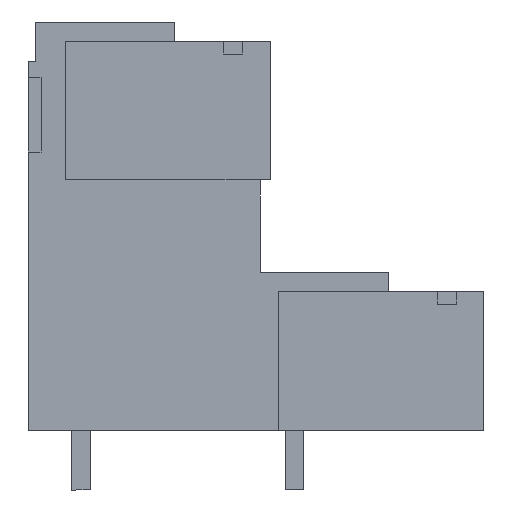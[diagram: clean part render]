
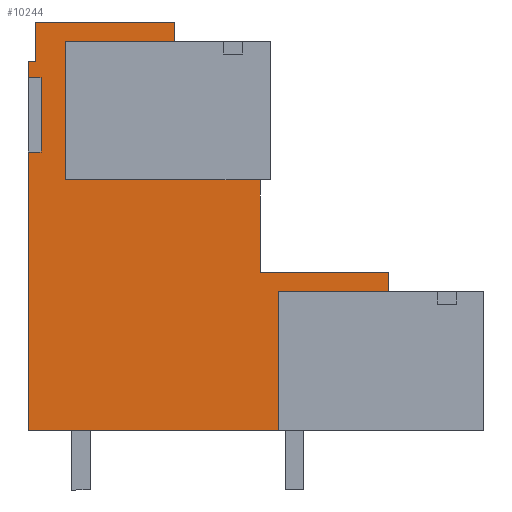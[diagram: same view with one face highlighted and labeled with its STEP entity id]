
A CAD part, left-side view. The second image highlights one B-rep face of the part: STEP entity #10244.
In plain terms, the highlighted planar face has unit normal (-1, 0, 0).
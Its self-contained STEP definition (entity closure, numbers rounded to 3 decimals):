
#10205=AXIS2_PLACEMENT_3D('Plane Axis2P3D',#10202,#10203,#10204) ;
#209=CARTESIAN_POINT('Line Origine',(3.45,22.55,20.438)) ;
#213=CARTESIAN_POINT('Vertex',(3.45,22.55,24.175)) ;
#215=CARTESIAN_POINT('Vertex',(3.45,22.55,16.7)) ;
#622=CARTESIAN_POINT('Vertex',(3.45,12.05,16.7)) ;
#630=CARTESIAN_POINT('Line Origine',(3.45,17.3,16.7)) ;
#1503=CARTESIAN_POINT('Vertex',(3.45,16.65,24.175)) ;
#1506=CARTESIAN_POINT('Line Origine',(3.45,19.6,24.175)) ;
#3983=CARTESIAN_POINT('Line Origine',(3.45,23.85,20.2)) ;
#3987=CARTESIAN_POINT('Vertex',(3.45,23.85,22.2)) ;
#3989=CARTESIAN_POINT('Vertex',(3.45,23.85,18.2)) ;
#4063=CARTESIAN_POINT('Vertex',(3.45,24.15,25.2)) ;
#4079=CARTESIAN_POINT('Vertex',(3.45,24.15,23.09)) ;
#4082=CARTESIAN_POINT('Line Origine',(3.45,24.15,24.145)) ;
#4190=CARTESIAN_POINT('Vertex',(3.45,24.55,18.2)) ;
#4193=CARTESIAN_POINT('Line Origine',(3.45,24.2,18.2)) ;
#4234=CARTESIAN_POINT('Line Origine',(3.45,24.2,22.2)) ;
#4238=CARTESIAN_POINT('Vertex',(3.45,24.55,22.2)) ;
#5118=CARTESIAN_POINT('Vertex',(3.45,5.15,10.7)) ;
#5121=CARTESIAN_POINT('Line Origine',(3.45,8.1,10.7)) ;
#5125=CARTESIAN_POINT('Vertex',(3.45,11.05,10.7)) ;
#5448=CARTESIAN_POINT('Vertex',(3.45,5.15,11.7)) ;
#5451=CARTESIAN_POINT('Line Origine',(3.45,5.15,11.2)) ;
#5479=CARTESIAN_POINT('Vertex',(3.45,12.05,11.7)) ;
#5482=CARTESIAN_POINT('Line Origine',(3.45,8.6,11.7)) ;
#5525=CARTESIAN_POINT('Line Origine',(3.45,12.05,14.2)) ;
#5581=CARTESIAN_POINT('Vertex',(3.45,16.65,25.2)) ;
#5584=CARTESIAN_POINT('Line Origine',(3.45,16.65,24.688)) ;
#7382=CARTESIAN_POINT('Line Origine',(3.45,20.4,25.2)) ;
#8111=CARTESIAN_POINT('Line Origine',(3.45,24.35,23.09)) ;
#8115=CARTESIAN_POINT('Vertex',(3.45,24.55,23.09)) ;
#9695=CARTESIAN_POINT('Line Origine',(3.45,11.05,6.95)) ;
#9699=CARTESIAN_POINT('Vertex',(3.45,11.05,3.2)) ;
#10202=CARTESIAN_POINT('Axis2P3D Location',(3.45,24.15,3.2)) ;
#10207=CARTESIAN_POINT('Line Origine',(3.45,24.55,10.7)) ;
#10211=CARTESIAN_POINT('Vertex',(3.45,24.55,3.2)) ;
#10214=CARTESIAN_POINT('Line Origine',(3.45,17.8,3.2)) ;
#10219=CARTESIAN_POINT('Line Origine',(3.45,24.55,22.645)) ;
#210=DIRECTION('Vector Direction',(0.,0.,-1.)) ;
#631=DIRECTION('Vector Direction',(0.,1.,0.)) ;
#1507=DIRECTION('Vector Direction',(0.,1.,0.)) ;
#3984=DIRECTION('Vector Direction',(0.,0.,-1.)) ;
#4083=DIRECTION('Vector Direction',(0.,0.,1.)) ;
#4194=DIRECTION('Vector Direction',(0.,-1.,0.)) ;
#4235=DIRECTION('Vector Direction',(0.,-1.,0.)) ;
#5122=DIRECTION('Vector Direction',(0.,1.,0.)) ;
#5452=DIRECTION('Vector Direction',(0.,0.,1.)) ;
#5483=DIRECTION('Vector Direction',(0.,1.,0.)) ;
#5526=DIRECTION('Vector Direction',(0.,0.,1.)) ;
#5585=DIRECTION('Vector Direction',(0.,0.,1.)) ;
#7383=DIRECTION('Vector Direction',(0.,1.,0.)) ;
#8112=DIRECTION('Vector Direction',(0.,1.,0.)) ;
#9696=DIRECTION('Vector Direction',(0.,0.,-1.)) ;
#10203=DIRECTION('Axis2P3D Direction',(-1.,0.,0.)) ;
#10204=DIRECTION('Axis2P3D XDirection',(0.,1.,0.)) ;
#10208=DIRECTION('Vector Direction',(0.,0.,-1.)) ;
#10215=DIRECTION('Vector Direction',(0.,-1.,0.)) ;
#10220=DIRECTION('Vector Direction',(0.,0.,-1.)) ;
#211=VECTOR('Line Direction',#210,1.) ;
#632=VECTOR('Line Direction',#631,1.) ;
#1508=VECTOR('Line Direction',#1507,1.) ;
#3985=VECTOR('Line Direction',#3984,1.) ;
#4084=VECTOR('Line Direction',#4083,1.) ;
#4195=VECTOR('Line Direction',#4194,1.) ;
#4236=VECTOR('Line Direction',#4235,1.) ;
#5123=VECTOR('Line Direction',#5122,1.) ;
#5453=VECTOR('Line Direction',#5452,1.) ;
#5484=VECTOR('Line Direction',#5483,1.) ;
#5527=VECTOR('Line Direction',#5526,1.) ;
#5586=VECTOR('Line Direction',#5585,1.) ;
#7384=VECTOR('Line Direction',#7383,1.) ;
#8113=VECTOR('Line Direction',#8112,1.) ;
#9697=VECTOR('Line Direction',#9696,1.) ;
#10209=VECTOR('Line Direction',#10208,1.) ;
#10216=VECTOR('Line Direction',#10215,1.) ;
#10221=VECTOR('Line Direction',#10220,1.) ;
#10225=ORIENTED_EDGE('',*,*,#10213,.T.) ;
#10226=ORIENTED_EDGE('',*,*,#10218,.T.) ;
#10227=ORIENTED_EDGE('',*,*,#9701,.F.) ;
#10228=ORIENTED_EDGE('',*,*,#5127,.F.) ;
#10229=ORIENTED_EDGE('',*,*,#5455,.T.) ;
#10230=ORIENTED_EDGE('',*,*,#5486,.T.) ;
#10231=ORIENTED_EDGE('',*,*,#5529,.T.) ;
#10232=ORIENTED_EDGE('',*,*,#634,.T.) ;
#10233=ORIENTED_EDGE('',*,*,#217,.F.) ;
#10234=ORIENTED_EDGE('',*,*,#1510,.F.) ;
#10235=ORIENTED_EDGE('',*,*,#5588,.T.) ;
#10236=ORIENTED_EDGE('',*,*,#7386,.T.) ;
#10237=ORIENTED_EDGE('',*,*,#4086,.T.) ;
#10238=ORIENTED_EDGE('',*,*,#8117,.T.) ;
#10239=ORIENTED_EDGE('',*,*,#10223,.T.) ;
#10240=ORIENTED_EDGE('',*,*,#4240,.T.) ;
#10241=ORIENTED_EDGE('',*,*,#3991,.T.) ;
#10242=ORIENTED_EDGE('',*,*,#4197,.F.) ;
#10244=ADVANCED_FACE('HOUSING',(#10243),#10206,.T.) ;
#217=EDGE_CURVE('',#214,#216,#212,.T.) ;
#634=EDGE_CURVE('',#623,#216,#633,.T.) ;
#1510=EDGE_CURVE('',#1504,#214,#1509,.T.) ;
#3991=EDGE_CURVE('',#3988,#3990,#3986,.T.) ;
#4086=EDGE_CURVE('',#4064,#4080,#4085,.F.) ;
#4197=EDGE_CURVE('',#4191,#3990,#4196,.T.) ;
#4240=EDGE_CURVE('',#4239,#3988,#4237,.T.) ;
#5127=EDGE_CURVE('',#5119,#5126,#5124,.T.) ;
#5455=EDGE_CURVE('',#5119,#5449,#5454,.T.) ;
#5486=EDGE_CURVE('',#5449,#5480,#5485,.T.) ;
#5529=EDGE_CURVE('',#5480,#623,#5528,.T.) ;
#5588=EDGE_CURVE('',#1504,#5582,#5587,.T.) ;
#7386=EDGE_CURVE('',#5582,#4064,#7385,.T.) ;
#8117=EDGE_CURVE('',#4080,#8116,#8114,.T.) ;
#9701=EDGE_CURVE('',#5126,#9700,#9698,.T.) ;
#10213=EDGE_CURVE('',#4191,#10212,#10210,.T.) ;
#10218=EDGE_CURVE('',#10212,#9700,#10217,.T.) ;
#10223=EDGE_CURVE('',#8116,#4239,#10222,.T.) ;
#10224=EDGE_LOOP('',(#10225,#10226,#10227,#10228,#10229,#10230,#10231,#10232,#10233,#10234,#10235,#10236,#10237,#10238,#10239,#10240,#10241,#10242)) ;
#10243=FACE_OUTER_BOUND('',#10224,.T.) ;
#212=LINE('Line',#209,#211) ;
#633=LINE('Line',#630,#632) ;
#1509=LINE('Line',#1506,#1508) ;
#3986=LINE('Line',#3983,#3985) ;
#4085=LINE('Line',#4082,#4084) ;
#4196=LINE('Line',#4193,#4195) ;
#4237=LINE('Line',#4234,#4236) ;
#5124=LINE('Line',#5121,#5123) ;
#5454=LINE('Line',#5451,#5453) ;
#5485=LINE('Line',#5482,#5484) ;
#5528=LINE('Line',#5525,#5527) ;
#5587=LINE('Line',#5584,#5586) ;
#7385=LINE('Line',#7382,#7384) ;
#8114=LINE('Line',#8111,#8113) ;
#9698=LINE('Line',#9695,#9697) ;
#10210=LINE('Line',#10207,#10209) ;
#10217=LINE('Line',#10214,#10216) ;
#10222=LINE('Line',#10219,#10221) ;
#10206=PLANE('',#10205) ;
#214=VERTEX_POINT('',#213) ;
#216=VERTEX_POINT('',#215) ;
#623=VERTEX_POINT('',#622) ;
#1504=VERTEX_POINT('',#1503) ;
#3988=VERTEX_POINT('',#3987) ;
#3990=VERTEX_POINT('',#3989) ;
#4064=VERTEX_POINT('',#4063) ;
#4080=VERTEX_POINT('',#4079) ;
#4191=VERTEX_POINT('',#4190) ;
#4239=VERTEX_POINT('',#4238) ;
#5119=VERTEX_POINT('',#5118) ;
#5126=VERTEX_POINT('',#5125) ;
#5449=VERTEX_POINT('',#5448) ;
#5480=VERTEX_POINT('',#5479) ;
#5582=VERTEX_POINT('',#5581) ;
#8116=VERTEX_POINT('',#8115) ;
#9700=VERTEX_POINT('',#9699) ;
#10212=VERTEX_POINT('',#10211) ;
